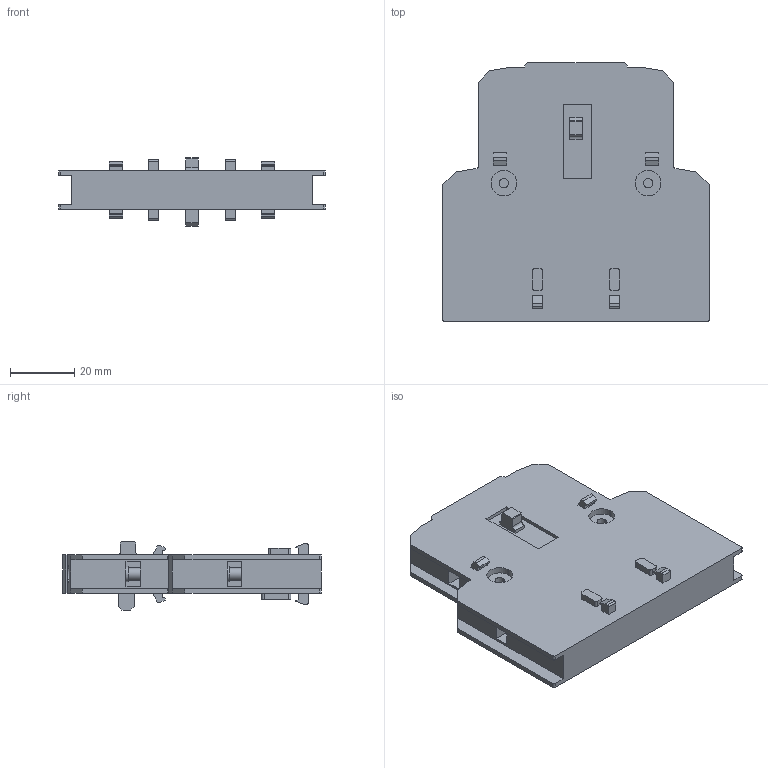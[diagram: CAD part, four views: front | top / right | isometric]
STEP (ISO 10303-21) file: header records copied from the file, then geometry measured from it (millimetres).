
FILE_DESCRIPTION (( 'STEP AP203' ), '1' );
FILE_NAME ('HMX1-MI.step', '2022-11-01T18:15:27', ( '' ), ( '' ), 'SwSTEP 2.0', 'SolidWorks 2021', '' );
FILE_SCHEMA (( 'CONFIG_CONTROL_DESIGN' ));
Length unit declared in the file: inch
Products named in the file (1): HMX1-MI
Bounding box: 83 x 80.5 x 21.2 mm (x, y, z)
Volume: 63466.8 mm3; surface area: 20352.6 mm2
Topology: 9 solids, 9 shells, 378 faces, 944 edges, 612 vertices
Faces by surface type: plane 252, cylinder 90, cone 20, bspline 16
Entity records: 11687 total; most frequent: CARTESIAN_POINT 2507, ORIENTED_EDGE 1888, DIRECTION 1838, EDGE_CURVE 944, VECTOR 708, LINE 708, VERTEX_POINT 612, AXIS2_PLACEMENT_3D 565
